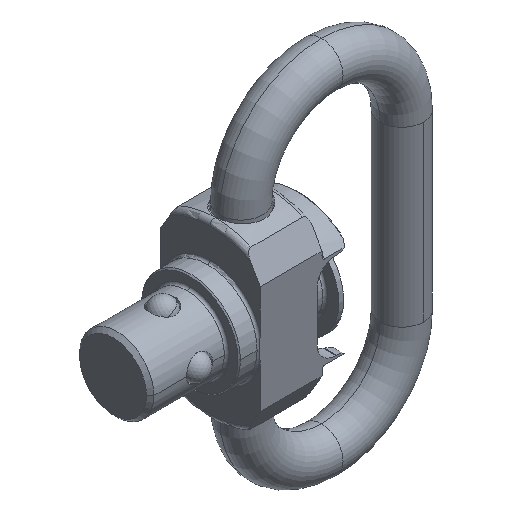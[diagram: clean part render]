
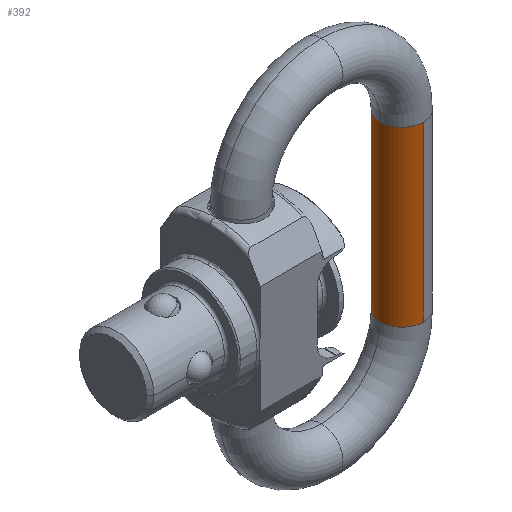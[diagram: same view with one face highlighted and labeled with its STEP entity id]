
A CAD part, isometric view. The second image highlights one B-rep face of the part: STEP entity #392.
In plain terms, the highlighted cylindrical face has radius 1.75 mm (diameter 3.5 mm), a partial arc.
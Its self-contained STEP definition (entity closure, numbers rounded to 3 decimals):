
#392=ADVANCED_FACE('',(#795),#796,.T.);
#795=FACE_OUTER_BOUND('',#1200,.T.);
#796=CYLINDRICAL_SURFACE('',#1201,1.75);
#1200=EDGE_LOOP('',(#2324,#2325,#2326,#2327,#2328,#2329));
#1201=AXIS2_PLACEMENT_3D('',#2330,#2331,#2332);
#2324=ORIENTED_EDGE('',*,*,#2852,.F.);
#2325=ORIENTED_EDGE('',*,*,#2853,.T.);
#2326=ORIENTED_EDGE('',*,*,#2834,.T.);
#2327=ORIENTED_EDGE('',*,*,#2854,.F.);
#2328=ORIENTED_EDGE('',*,*,#2855,.F.);
#2329=ORIENTED_EDGE('',*,*,#2844,.F.);
#2330=CARTESIAN_POINT('',(23.35,0.0,7.0));
#2331=DIRECTION('',(0.0,0.0,1.0));
#2332=DIRECTION('',(0.0,-1.0,0.0));
#2834=EDGE_CURVE('',#3501,#3499,#3502,.T.);
#2844=EDGE_CURVE('',#3516,#3518,#3519,.T.);
#2852=EDGE_CURVE('',#3529,#3516,#3530,.T.);
#2853=EDGE_CURVE('',#3529,#3501,#3531,.T.);
#2854=EDGE_CURVE('',#3532,#3499,#3533,.T.);
#2855=EDGE_CURVE('',#3518,#3532,#3534,.T.);
#3499=VERTEX_POINT('',#5230);
#3501=VERTEX_POINT('',#5232);
#3502=CIRCLE('',#5233,1.75);
#3516=VERTEX_POINT('',#5247);
#3518=VERTEX_POINT('',#5249);
#3519=CIRCLE('',#5250,1.75);
#3529=VERTEX_POINT('',#5262);
#3530=LINE('',#5263,#5264);
#3531=CIRCLE('',#5265,1.75);
#3532=VERTEX_POINT('',#5266);
#3533=LINE('',#5267,#5268);
#3534=CIRCLE('',#5269,1.75);
#5230=CARTESIAN_POINT('',(23.35,1.75,7.0));
#5232=CARTESIAN_POINT('',(21.6,0.,7.0));
#5233=AXIS2_PLACEMENT_3D('',#5738,#5739,#5740);
#5247=CARTESIAN_POINT('',(23.35,-1.75,-7.0));
#5249=CARTESIAN_POINT('',(21.6,0.,-7.0));
#5250=AXIS2_PLACEMENT_3D('',#5762,#5763,#5764);
#5262=CARTESIAN_POINT('',(23.35,-1.75,7.0));
#5263=CARTESIAN_POINT('',(23.35,-1.75,7.0));
#5264=VECTOR('',#5776,1.0);
#5265=AXIS2_PLACEMENT_3D('',#5777,#5778,#5779);
#5266=CARTESIAN_POINT('',(23.35,1.75,-7.0));
#5267=CARTESIAN_POINT('',(23.35,1.75,7.0));
#5268=VECTOR('',#5780,1.0);
#5269=AXIS2_PLACEMENT_3D('',#5781,#5782,#5783);
#5738=CARTESIAN_POINT('',(23.35,0.0,7.0));
#5739=DIRECTION('',(0.0,0.0,-1.0));
#5740=DIRECTION('',(0.0,-1.0,0.0));
#5762=CARTESIAN_POINT('',(23.35,0.0,-7.0));
#5763=DIRECTION('',(0.0,0.0,-1.0));
#5764=DIRECTION('',(0.0,-1.0,0.0));
#5776=DIRECTION('',(-0.0,-0.0,-1.0));
#5777=CARTESIAN_POINT('',(23.35,0.0,7.0));
#5778=DIRECTION('',(0.0,0.0,-1.0));
#5779=DIRECTION('',(0.0,-1.0,0.0));
#5780=DIRECTION('',(0.0,0.0,1.0));
#5781=CARTESIAN_POINT('',(23.35,0.0,-7.0));
#5782=DIRECTION('',(0.0,0.0,-1.0));
#5783=DIRECTION('',(0.0,-1.0,0.0));
